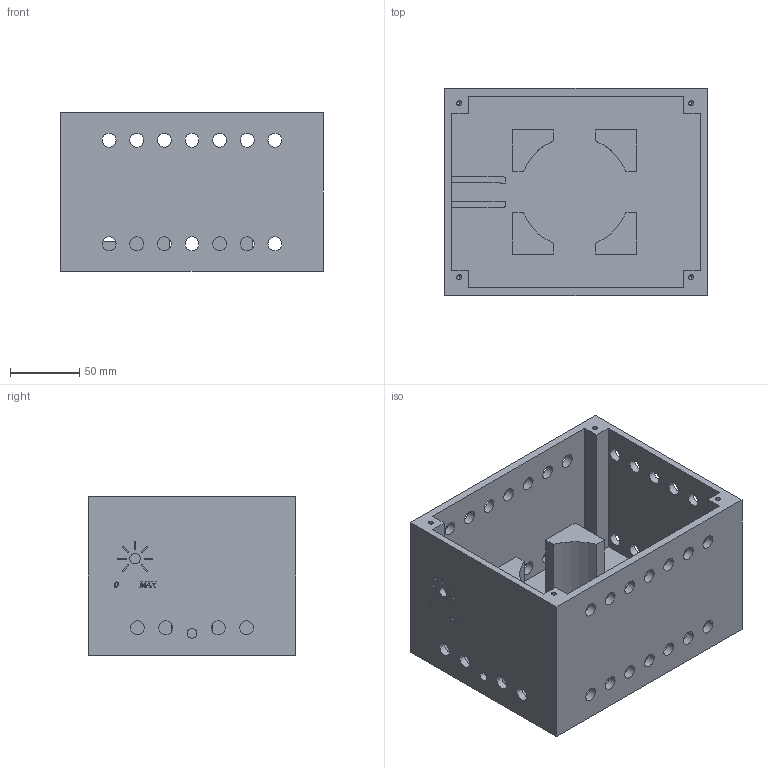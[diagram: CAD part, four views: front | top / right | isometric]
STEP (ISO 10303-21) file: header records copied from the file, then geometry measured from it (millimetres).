
FILE_DESCRIPTION (( 'STEP AP203' ), '1' );
FILE_NAME ('Case.STEP', '2024-12-18T14:15:50', ( 'Timur' ), ( '' ), 'SwSTEP 2.0', 'SolidWorks 2023', '' );
FILE_SCHEMA (( 'CONFIG_CONTROL_DESIGN' ));
Length unit declared in the file: millimetre
Products named in the file (1): Case
Bounding box: 190 x 150 x 115 mm (x, y, z)
Volume: 831327.8 mm3; surface area: 227363.9 mm2
Topology: 1 solids, 1 shells, 297 faces, 823 edges, 542 vertices
Faces by surface type: cylinder 134, plane 128, bspline 27, cone 8
Entity records: 10744 total; most frequent: CARTESIAN_POINT 2842, ORIENTED_EDGE 1630, DIRECTION 1571, EDGE_CURVE 815, VERTEX_POINT 542, AXIS2_PLACEMENT_3D 539, VECTOR 493, LINE 493
